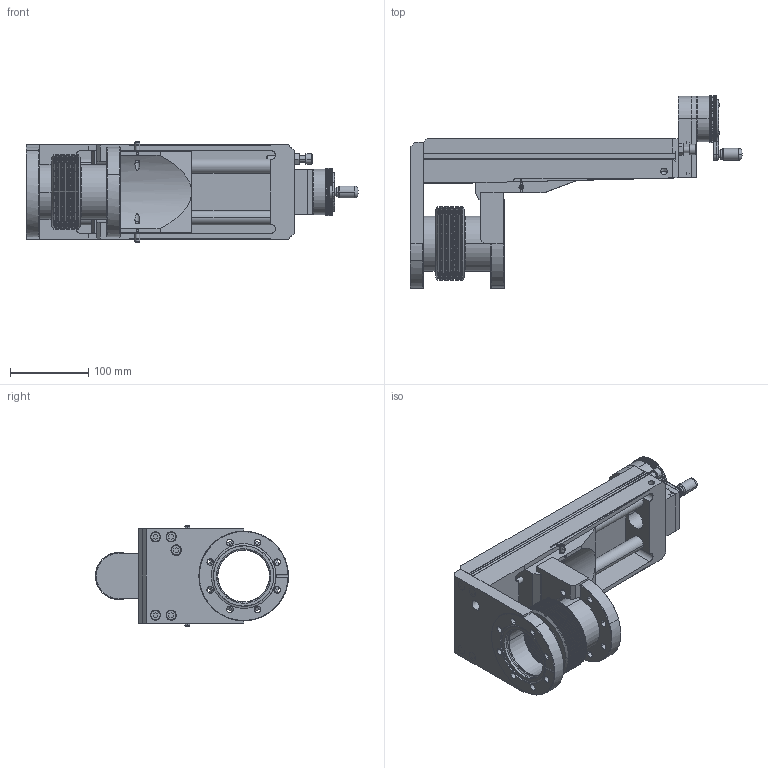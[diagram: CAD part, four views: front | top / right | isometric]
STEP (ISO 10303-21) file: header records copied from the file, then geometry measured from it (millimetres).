
FILE_DESCRIPTION (( 'STEP AP214' ), '1' );
FILE_NAME ('621-LT-C63-100.STEP', '2016-04-06T14:46:47', ( 'allectra' ), ( 'Microsoft' ), 'SwSTEP 2.0', 'SolidWorks 2014', '' );
FILE_SCHEMA (( 'AUTOMOTIVE_DESIGN' ));
Length unit declared in the file: millimetre
Products named in the file (77): Nadel; DIN EN ISO4762, Zylinderschr ISK M3x10; Kurbelblech LD63; Mem-balg 95x70 20MP; DIN EN24032, Sechskantmutter M8; DIN EN ISO4762, Zylinderschr ISK M4x16-oa3; Mutter f_X2_00FC_X0_r Spannzange; Welle18 LD63-100-oa0; DIN EN ISO4762, Zylinderschr ISK M8x50; Spannzange d10; Welle18 LD63-100; Balgkante unten LD 63-100; DIN EN ISO4762, Zylinderschr ISK M4x16-oa2; Skalenring LD63; Madenschraube M4x6; Balgkante oben LD 63-100; Deckel Getribegeh_X2_00E4_X0_use; DIN EN ISO4762, Zylinderschr ISK M4x16-oa1; Getriebegeh_X2_00E4_X0_use; Topflansch LD63; DIN EN ISO2010, LinsenSenkschr Schl M4x10; Flanschtr_X2_00E4_X0_ger LD63; DIN EN ISO4762, Zylinderschr ISK M4x16; DIN EN ISO4762, Zylinderschr ISK M8x35; Z-Tisch LD 63-100; Madenschraube M3x3; Nadelhalter; CAF 63; Flanschplatte LD63; 621-LT-C63-100; Z-Tisch mit Skala LD63-100; Handantrieb LD63; Drehbarer Zylindergriff; Skalenzeiger
Assembly tree (44 placements, depth 4):
  DIN EN ISO4762, Zylinderschr ISK M3x10
  Mem-balg 95x70 20MP
  DIN EN ISO4762, Zylinderschr ISK M4x16-oa3
  Welle18 LD63-100-oa0
  Welle18 LD63-100
Bounding box: 423.44 x 246.14 x 130 mm (x, y, z)
Volume: 2242556.5 mm3; surface area: 762844.6 mm2
Topology: 42 solids, 42 shells, 1495 faces, 3665 edges, 2314 vertices
Faces by surface type: plane 612, cylinder 484, cone 309, bspline 88, torus 2
Entity records: 54715 total; most frequent: CARTESIAN_POINT 10578, ORIENTED_EDGE 6252, DIRECTION 6216, EDGE_CURVE 3126, AXIS2_PLACEMENT_3D 2429, VERTEX_POINT 1993, EDGE_LOOP 1449, LINE 1358
